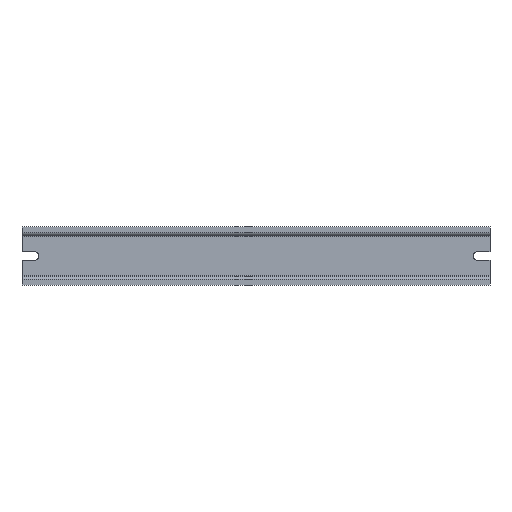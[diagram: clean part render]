
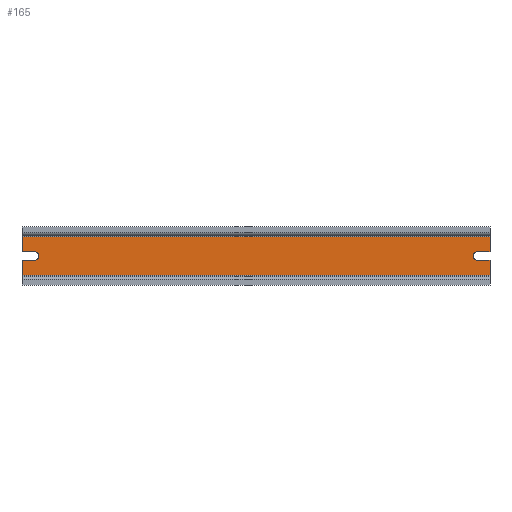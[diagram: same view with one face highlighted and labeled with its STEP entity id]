
A CAD part, top view. The second image highlights one B-rep face of the part: STEP entity #165.
In plain terms, the highlighted planar face has unit normal (0, 0, 1).
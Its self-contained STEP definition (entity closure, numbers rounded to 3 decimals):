
#74=AXIS2_PLACEMENT_3D('Plane Axis2P3D',#71,#72,#73) ;
#99=AXIS2_PLACEMENT_3D('Circle Axis2P3D',#97,#98,$) ;
#141=AXIS2_PLACEMENT_3D('Circle Axis2P3D',#139,#140,$) ;
#40=CARTESIAN_POINT('Vertex',(282.,14.9,1.)) ;
#56=CARTESIAN_POINT('Vertex',(274.6,14.9,1.)) ;
#59=CARTESIAN_POINT('Line Origine',(278.3,14.9,1.)) ;
#71=CARTESIAN_POINT('Axis2P3D Location',(141.,29.2,1.)) ;
#76=CARTESIAN_POINT('Line Origine',(0.,10.35,1.)) ;
#80=CARTESIAN_POINT('Vertex',(0.,14.9,1.)) ;
#82=CARTESIAN_POINT('Vertex',(0.,5.8,1.)) ;
#85=CARTESIAN_POINT('Line Origine',(141.,5.8,1.)) ;
#89=CARTESIAN_POINT('Vertex',(282.,5.8,1.)) ;
#92=CARTESIAN_POINT('Line Origine',(282.,10.35,1.)) ;
#97=CARTESIAN_POINT('Axis2P3D Location',(274.6,17.5,1.)) ;
#101=CARTESIAN_POINT('Vertex',(274.6,20.1,1.)) ;
#104=CARTESIAN_POINT('Line Origine',(278.3,20.1,1.)) ;
#108=CARTESIAN_POINT('Vertex',(282.,20.1,1.)) ;
#111=CARTESIAN_POINT('Line Origine',(282.,24.65,1.)) ;
#115=CARTESIAN_POINT('Vertex',(282.,29.2,1.)) ;
#118=CARTESIAN_POINT('Line Origine',(141.,29.2,1.)) ;
#122=CARTESIAN_POINT('Vertex',(0.,29.2,1.)) ;
#125=CARTESIAN_POINT('Line Origine',(0.,24.65,1.)) ;
#129=CARTESIAN_POINT('Vertex',(0.,20.1,1.)) ;
#132=CARTESIAN_POINT('Line Origine',(3.7,20.1,1.)) ;
#136=CARTESIAN_POINT('Vertex',(7.4,20.1,1.)) ;
#139=CARTESIAN_POINT('Axis2P3D Location',(7.4,17.5,1.)) ;
#143=CARTESIAN_POINT('Vertex',(7.4,14.9,1.)) ;
#146=CARTESIAN_POINT('Line Origine',(3.7,14.9,1.)) ;
#60=DIRECTION('Vector Direction',(-1.,0.,0.)) ;
#72=DIRECTION('Axis2P3D Direction',(-0.,0.,1.)) ;
#73=DIRECTION('Axis2P3D XDirection',(0.,-1.,0.)) ;
#77=DIRECTION('Vector Direction',(0.,-1.,0.)) ;
#86=DIRECTION('Vector Direction',(1.,0.,0.)) ;
#93=DIRECTION('Vector Direction',(0.,-1.,0.)) ;
#98=DIRECTION('Axis2P3D Direction',(-0.,0.,1.)) ;
#105=DIRECTION('Vector Direction',(1.,0.,0.)) ;
#112=DIRECTION('Vector Direction',(0.,-1.,0.)) ;
#119=DIRECTION('Vector Direction',(1.,0.,0.)) ;
#126=DIRECTION('Vector Direction',(0.,-1.,0.)) ;
#133=DIRECTION('Vector Direction',(-1.,0.,0.)) ;
#140=DIRECTION('Axis2P3D Direction',(-0.,0.,1.)) ;
#147=DIRECTION('Vector Direction',(1.,0.,0.)) ;
#61=VECTOR('Line Direction',#60,1.) ;
#78=VECTOR('Line Direction',#77,1.) ;
#87=VECTOR('Line Direction',#86,1.) ;
#94=VECTOR('Line Direction',#93,1.) ;
#106=VECTOR('Line Direction',#105,1.) ;
#113=VECTOR('Line Direction',#112,1.) ;
#120=VECTOR('Line Direction',#119,1.) ;
#127=VECTOR('Line Direction',#126,1.) ;
#134=VECTOR('Line Direction',#133,1.) ;
#148=VECTOR('Line Direction',#147,1.) ;
#152=ORIENTED_EDGE('',*,*,#84,.T.) ;
#153=ORIENTED_EDGE('',*,*,#91,.T.) ;
#154=ORIENTED_EDGE('',*,*,#96,.F.) ;
#155=ORIENTED_EDGE('',*,*,#63,.F.) ;
#156=ORIENTED_EDGE('',*,*,#103,.F.) ;
#157=ORIENTED_EDGE('',*,*,#110,.F.) ;
#158=ORIENTED_EDGE('',*,*,#117,.F.) ;
#159=ORIENTED_EDGE('',*,*,#124,.F.) ;
#160=ORIENTED_EDGE('',*,*,#131,.T.) ;
#161=ORIENTED_EDGE('',*,*,#138,.F.) ;
#162=ORIENTED_EDGE('',*,*,#145,.F.) ;
#163=ORIENTED_EDGE('',*,*,#150,.F.) ;
#165=ADVANCED_FACE('Hauptk\X2\00F6\X0\rper',(#164),#75,.T.) ;
#100=CIRCLE('generated circle',#99,2.6) ;
#142=CIRCLE('generated circle',#141,2.6) ;
#63=EDGE_CURVE('',#57,#41,#62,.F.) ;
#84=EDGE_CURVE('',#81,#83,#79,.T.) ;
#91=EDGE_CURVE('',#83,#90,#88,.T.) ;
#96=EDGE_CURVE('',#41,#90,#95,.T.) ;
#103=EDGE_CURVE('',#102,#57,#100,.T.) ;
#110=EDGE_CURVE('',#109,#102,#107,.F.) ;
#117=EDGE_CURVE('',#116,#109,#114,.T.) ;
#124=EDGE_CURVE('',#123,#116,#121,.T.) ;
#131=EDGE_CURVE('',#123,#130,#128,.T.) ;
#138=EDGE_CURVE('',#137,#130,#135,.T.) ;
#145=EDGE_CURVE('',#144,#137,#142,.T.) ;
#150=EDGE_CURVE('',#81,#144,#149,.T.) ;
#151=EDGE_LOOP('',(#152,#153,#154,#155,#156,#157,#158,#159,#160,#161,#162,#163)) ;
#164=FACE_OUTER_BOUND('',#151,.T.) ;
#62=LINE('Line',#59,#61) ;
#79=LINE('Line',#76,#78) ;
#88=LINE('Line',#85,#87) ;
#95=LINE('Line',#92,#94) ;
#107=LINE('Line',#104,#106) ;
#114=LINE('Line',#111,#113) ;
#121=LINE('Line',#118,#120) ;
#128=LINE('Line',#125,#127) ;
#135=LINE('Line',#132,#134) ;
#149=LINE('Line',#146,#148) ;
#75=PLANE('',#74) ;
#41=VERTEX_POINT('',#40) ;
#57=VERTEX_POINT('',#56) ;
#81=VERTEX_POINT('',#80) ;
#83=VERTEX_POINT('',#82) ;
#90=VERTEX_POINT('',#89) ;
#102=VERTEX_POINT('',#101) ;
#109=VERTEX_POINT('',#108) ;
#116=VERTEX_POINT('',#115) ;
#123=VERTEX_POINT('',#122) ;
#130=VERTEX_POINT('',#129) ;
#137=VERTEX_POINT('',#136) ;
#144=VERTEX_POINT('',#143) ;
